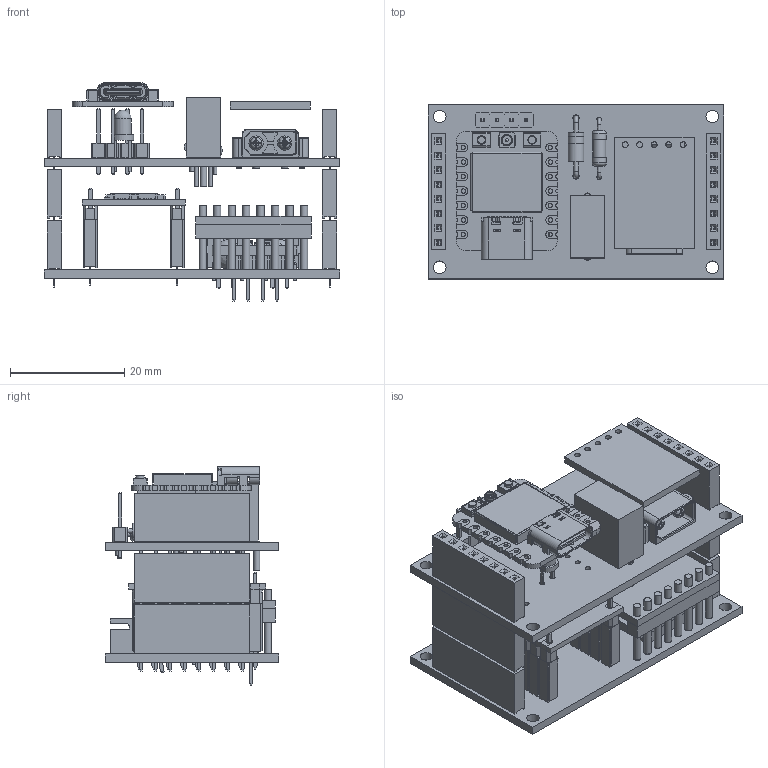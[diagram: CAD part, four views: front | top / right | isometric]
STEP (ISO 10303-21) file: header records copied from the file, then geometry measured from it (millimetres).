
FILE_DESCRIPTION(/* description */ (''),/* implementation_level */ '2;1');
FILE_NAME(/* name */ '',/* time_stamp */ '2026-04-11T15:06:52+09:00',/* author */ (''),/* organization */ (''),/* preprocessor_version */ 'ST-DEVELOPER v20.1',/* originating_system */ 'Autodesk Translation Framework v14.24.0.0',/* authorisation */ '');
FILE_SCHEMA (('AUTOMOTIVE_DESIGN { 1 0 10303 214 3 1 1 }'));
Products named in the file (30): 回路全体; Step_Shinkan_cansat_lower 1; AE-TB6612-BO; Step_Shinkan_cansat_lower 1.5.1; Step_Shinkan_cansat_lower 1.5.2; Step_Shinkan_cansat_lower 1.5.3; Shinkan_cansat_lower_PCB; JST_XH_S2B-XH-A_1x02_P2.50mm_Horizontal; PinSocket_1x08_P2.54mm_Vertical; C_Disc_D5.1mm_W3.2mm_P5.00mm; MPU-6050; AHT20+BMP280; BMP280; SMD_0805; Header Pins - Male; Step_Shinkan_cansat_upper 1; XT30PW-M--3DModel-STEP-269445; PinHeader_1x04_P2.54mm_Vertical; LED_D3.0mm; SS22E01G5-HA-G; Body; Leads; D_DO-41_SOD81_P10.16mm_Horizontal; R_Axial_DIN0207_L6.3mm_D2.5mm_P10.16mm_Horizontal; Shinkan_cansat_upper_PCB; PinSocket_1x08_P2.54mm_Vertical_1; 113991054; Drok_DC_DC; Component1; Component2
Assembly tree (38 placements, depth 4):
  回路全体
    Step_Shinkan_cansat_lower 1
      JST_XH_S2B-XH-A_1x02_P2.50mm_Horizontal  x2
      C_Disc_D5.1mm_W3.2mm_P5.00mm  x2
      PinSocket_1x08_P2.54mm_Vertical  x2
      AE-TB6612-BO
        Step_Shinkan_cansat_lower 1.5.1
        Step_Shinkan_cansat_lower 1.5.2
        Step_Shinkan_cansat_lower 1.5.3
      Shinkan_cansat_lower_PCB
      MPU-6050
      AHT20+BMP280
        Header Pins - Male  x4
        SMD_0805  x3
        BMP280
    Step_Shinkan_cansat_upper 1
      XT30PW-M--3DModel-STEP-269445
      PinHeader_1x04_P2.54mm_Vertical
      LED_D3.0mm
      SS22E01G5-HA-G
        Body
        Leads
      D_DO-41_SOD81_P10.16mm_Horizontal
      PinSocket_1x08_P2.54mm_Vertical_1  x2
      R_Axial_DIN0207_L6.3mm_D2.5mm_P10.16mm_Horizontal
      Shinkan_cansat_upper_PCB
      113991054
      Drok_DC_DC
    Component1
    Component2
Bounding box: 51.82 x 30.48 x 38.31 mm (x, y, z)
Volume: 12250.5 mm3; surface area: 23775.8 mm2
Topology: 224 solids, 224 shells, 5677 faces, 14342 edges, 9317 vertices
Faces by surface type: plane 4699, cylinder 656, bspline 235, torus 38, cone 35, sphere 14
Full cylindrical faces by diameter (mm): 0.2 x1, 0.26 x1, 0.3 x1, 0.5 x11, 0.6 x4, 0.64 x6, 0.75 x14, 0.8 x10, 0.84 x6, 0.889 x14, 0.9 x10, 1 x60, 1.02 x36, 1.1 x2, 1.12 x2, 1.27 x24, 1.32 x2, 1.5 x4, 1.524 x12, 1.65 x1, 1.85 x1, 1.9 x2, 2 x6, 2.2 x10, 2.25 x1, 2.5 x6, 2.7 x2, 2.72 x1, 3 x3, 3.2 x4
Entity records: 153486 total; most frequent: CARTESIAN_POINT 34270, ORIENTED_EDGE 24448, DIRECTION 22503, EDGE_CURVE 12224, LINE 10291, VECTOR 10291, VERTEX_POINT 7912, AXIS2_PLACEMENT_3D 6106
